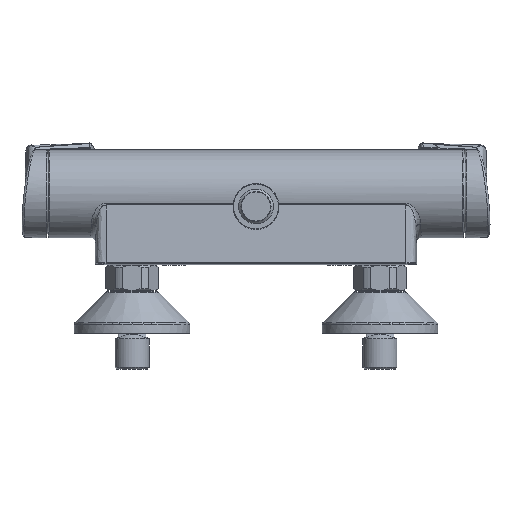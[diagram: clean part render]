
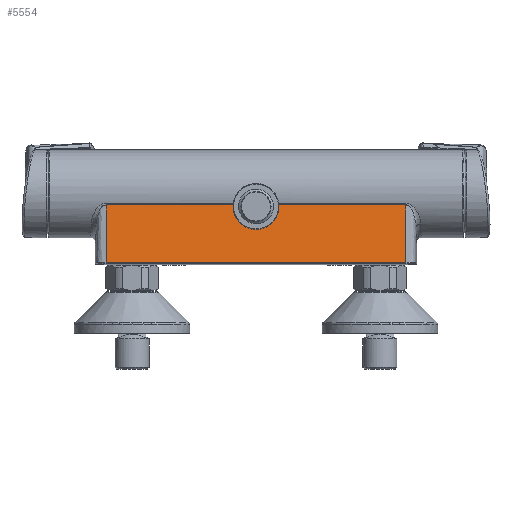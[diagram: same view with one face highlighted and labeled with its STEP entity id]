
A CAD part, front view. The second image highlights one B-rep face of the part: STEP entity #5554.
In plain terms, the highlighted planar face has unit normal (0, -0.995, 0.099).
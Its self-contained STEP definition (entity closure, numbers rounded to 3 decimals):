
#416 = ORIENTED_EDGE ( 'NONE', *, *, #7874, .T. ) ;
#563 = CARTESIAN_POINT ( 'NONE',  ( 90.65, -29.638, 42.723 ) ) ;
#1030 = ORIENTED_EDGE ( 'NONE', *, *, #3219, .T. ) ;
#1261 = CARTESIAN_POINT ( 'NONE',  ( 13.869, -26.17, 77.578 ) ) ;
#1350 = ORIENTED_EDGE ( 'NONE', *, *, #2826, .T. ) ;
#1837 = CARTESIAN_POINT ( 'NONE',  ( -90.729, -26.17, 77.578 ) ) ;
#1854 = CARTESIAN_POINT ( 'NONE',  ( -90.73, -26.121, 78.073 ) ) ;
#2808 = CARTESIAN_POINT ( 'NONE',  ( 14.445, -27.022, 69.014 ) ) ;
#2826 = EDGE_CURVE ( 'NONE', #19263, #15745, #14932, .T. ) ;
#3219 = EDGE_CURVE ( 'NONE', #13778, #19263, #4288, .T. ) ;
#3389 = VERTEX_POINT ( 'NONE', #563 ) ;
#3564 = CARTESIAN_POINT ( 'NONE',  ( 90.647, -29.775, 41.344 ) ) ;
#4288 =( BOUNDED_CURVE ( )  B_SPLINE_CURVE ( 3, ( #1261, #2808, #4411, #15413, #5988, #16989, #7578 ),
 .UNSPECIFIED., .F., .T. ) 
 B_SPLINE_CURVE_WITH_KNOTS ( ( 4, 3, 4 ),
 ( 4.645, 6.283, 7.921 ),
 .UNSPECIFIED. ) 
 CURVE ( )  GEOMETRIC_REPRESENTATION_ITEM ( )  RATIONAL_B_SPLINE_CURVE ( ( 1., 0.789, 0.789, 1., 0.789, 0.789, 1. ) ) 
 REPRESENTATION_ITEM ( '' )  );
#4411 = CARTESIAN_POINT ( 'NONE',  ( 8.583, -27.646, 62.744 ) ) ;
#4784 = PLANE ( 'NONE',  #10549 ) ;
#5554 = ADVANCED_FACE ( 'NONE', ( #18217 ), #4784, .F. ) ;
#5988 = CARTESIAN_POINT ( 'NONE',  ( -8.583, -27.646, 62.744 ) ) ;
#6370 = DIRECTION ( 'NONE',  ( 0., 0.099, 0.995 ) ) ;
#7578 = CARTESIAN_POINT ( 'NONE',  ( -13.869, -26.17, 77.578 ) ) ;
#7874 = EDGE_CURVE ( 'NONE', #15745, #19775, #19973, .T. ) ;
#9210 = LINE ( 'NONE', #17422, #9228 ) ;
#9228 = VECTOR ( 'NONE', #17553, 1000. ) ;
#9485 = CARTESIAN_POINT ( 'NONE',  ( 96.5, -29.974, 39.344 ) ) ;
#10162 = VECTOR ( 'NONE', #14583, 1000. ) ;
#10194 = CARTESIAN_POINT ( 'NONE',  ( 13.869, -26.17, 77.578 ) ) ;
#10251 = LINE ( 'NONE', #3564, #10162 ) ;
#10549 = AXIS2_PLACEMENT_3D ( 'NONE', #9485, #15780, #6370 ) ;
#10572 = EDGE_CURVE ( 'NONE', #13915, #13778, #15016, .T. ) ;
#11263 = CARTESIAN_POINT ( 'NONE',  ( 14.029, -26.17, 77.578 ) ) ;
#11307 = DIRECTION ( 'NONE',  ( 0.002, -0.099, -0.995 ) ) ;
#12536 = DIRECTION ( 'NONE',  ( -1., 0., 0. ) ) ;
#13023 = CARTESIAN_POINT ( 'NONE',  ( 90.729, -26.17, 77.578 ) ) ;
#13602 = CARTESIAN_POINT ( 'NONE',  ( -90.65, -29.638, 42.723 ) ) ;
#13778 = VERTEX_POINT ( 'NONE', #10194 ) ;
#13910 = EDGE_CURVE ( 'NONE', #3389, #13915, #10251, .T. ) ;
#13915 = VERTEX_POINT ( 'NONE', #13023 ) ;
#14407 = DIRECTION ( 'NONE',  ( -1., 0., 0. ) ) ;
#14583 = DIRECTION ( 'NONE',  ( 0.002, 0.099, 0.995 ) ) ;
#14852 = EDGE_CURVE ( 'NONE', #19775, #3389, #9210, .T. ) ;
#14866 = CARTESIAN_POINT ( 'NONE',  ( -13.869, -26.17, 77.578 ) ) ;
#14872 = VECTOR ( 'NONE', #14407, 1000. ) ;
#14891 = VECTOR ( 'NONE', #12536, 1000. ) ;
#14932 = LINE ( 'NONE', #18818, #14891 ) ;
#15016 = LINE ( 'NONE', #11263, #14872 ) ;
#15413 = CARTESIAN_POINT ( 'NONE',  ( 0., -27.646, 62.744 ) ) ;
#15745 = VERTEX_POINT ( 'NONE', #1837 ) ;
#15780 = DIRECTION ( 'NONE',  ( 0., 0.995, -0.099 ) ) ;
#16842 = ORIENTED_EDGE ( 'NONE', *, *, #10572, .T. ) ;
#16989 = CARTESIAN_POINT ( 'NONE',  ( -14.445, -27.022, 69.014 ) ) ;
#17298 = EDGE_LOOP ( 'NONE', ( #1030, #1350, #416, #18634, #17711, #16842 ) ) ;
#17422 = CARTESIAN_POINT ( 'NONE',  ( 96.5, -29.638, 42.723 ) ) ;
#17553 = DIRECTION ( 'NONE',  ( 1., 0., 0. ) ) ;
#17711 = ORIENTED_EDGE ( 'NONE', *, *, #13910, .T. ) ;
#18217 = FACE_OUTER_BOUND ( 'NONE', #17298, .T. ) ;
#18634 = ORIENTED_EDGE ( 'NONE', *, *, #14852, .T. ) ;
#18818 = CARTESIAN_POINT ( 'NONE',  ( -90.73, -26.17, 77.578 ) ) ;
#19263 = VERTEX_POINT ( 'NONE', #14866 ) ;
#19775 = VERTEX_POINT ( 'NONE', #13602 ) ;
#19973 = LINE ( 'NONE', #1854, #19994 ) ;
#19994 = VECTOR ( 'NONE', #11307, 1000. ) ;
